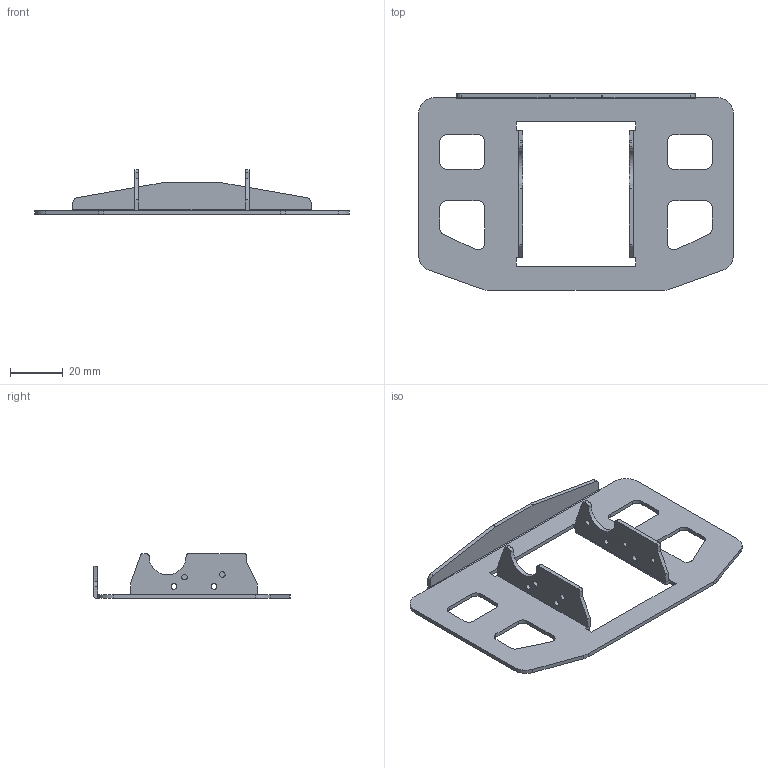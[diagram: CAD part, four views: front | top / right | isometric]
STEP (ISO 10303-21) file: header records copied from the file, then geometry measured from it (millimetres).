
FILE_DESCRIPTION(/* description */ (''),/* implementation_level */ '2;1');
FILE_NAME(/* name */ 'SR319-FEET.stp',/* time_stamp */ '2018-06-17T16:11:59-07:00',/* author */ (''),/* organization */ (''),/* preprocessor_version */ 'ST-DEVELOPER v14.6',/* originating_system */ '',/* authorisation */ '');
FILE_SCHEMA (('AUTOMOTIVE_DESIGN { 1 2 10303 214 1 1 1 1 }'));
Length unit declared in the file: centimetre
Products named in the file (1): 1234-K789
Bounding box: 119 x 74.3 x 17 mm (x, y, z)
Volume: 10859.9 mm3; surface area: 16462.8 mm2
Topology: 4 solids, 4 shells, 121 faces, 340 edges, 227 vertices
Faces by surface type: plane 69, cylinder 48, bspline 4
Full cylindrical faces by diameter (mm): 2.1 x5, 2.18 x4
Entity records: 4079 total; most frequent: CARTESIAN_POINT 862, ORIENTED_EDGE 660, DIRECTION 656, EDGE_CURVE 330, VERTEX_POINT 226, AXIS2_PLACEMENT_3D 220, LINE 216, VECTOR 216
